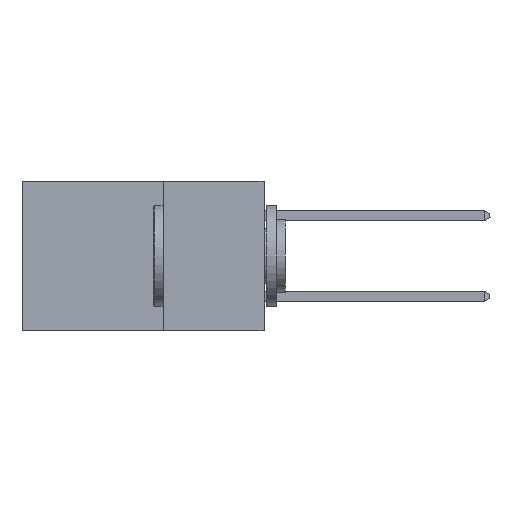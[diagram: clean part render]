
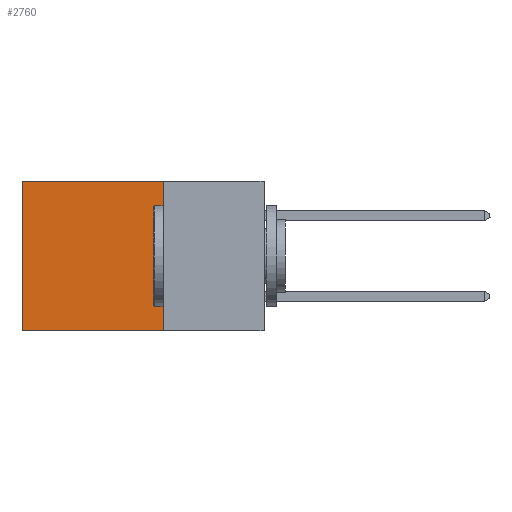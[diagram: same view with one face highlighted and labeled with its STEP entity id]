
A CAD part, left-side view. The second image highlights one B-rep face of the part: STEP entity #2760.
In plain terms, the highlighted planar face has unit normal (-1, 0, 0).
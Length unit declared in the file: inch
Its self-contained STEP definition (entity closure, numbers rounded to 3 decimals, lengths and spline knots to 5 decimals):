
#2760 = ADVANCED_FACE ( 'NONE', ( #3029 ), #7035, .F. ) ;
#2925 = LINE ( 'NONE', #5892, #9209 ) ;
#3029 = FACE_OUTER_BOUND ( 'NONE', #5590, .T. ) ;
#3551 = AXIS2_PLACEMENT_3D ( 'NONE', #13106, #15975, #14548 ) ;
#4603 = VERTEX_POINT ( 'NONE', #5306 ) ;
#4729 = DIRECTION ( 'NONE',  ( 0., 1., 0. ) ) ;
#4990 = ORIENTED_EDGE ( 'NONE', *, *, #17391, .T. ) ;
#5306 = CARTESIAN_POINT ( 'NONE',  ( 0.298, 0.6, 0. ) ) ;
#5590 = EDGE_LOOP ( 'NONE', ( #7975, #6092, #15342, #4990 ) ) ;
#5832 = VECTOR ( 'NONE', #8585, 39.37008 ) ;
#5892 = CARTESIAN_POINT ( 'NONE',  ( 0.298, 0.6, 0. ) ) ;
#6092 = ORIENTED_EDGE ( 'NONE', *, *, #10058, .F. ) ;
#6128 = VERTEX_POINT ( 'NONE', #12523 ) ;
#6272 = CARTESIAN_POINT ( 'NONE',  ( 0.298, 0.25, 0. ) ) ;
#6913 = CARTESIAN_POINT ( 'NONE',  ( 0.298, 0.25, -0.37 ) ) ;
#6964 = LINE ( 'NONE', #15871, #5832 ) ;
#7035 = PLANE ( 'NONE',  #3551 ) ;
#7975 = ORIENTED_EDGE ( 'NONE', *, *, #9477, .T. ) ;
#8103 = DIRECTION ( 'NONE',  ( 0., 0., -1. ) ) ;
#8585 = DIRECTION ( 'NONE',  ( 0., 0., -1. ) ) ;
#9002 = CARTESIAN_POINT ( 'NONE',  ( 0.298, 0.25, -0.37 ) ) ;
#9209 = VECTOR ( 'NONE', #8103, 39.37008 ) ;
#9477 = EDGE_CURVE ( 'NONE', #4603, #6128, #2925, .T. ) ;
#10058 = EDGE_CURVE ( 'NONE', #13079, #6128, #15857, .T. ) ;
#10669 = VECTOR ( 'NONE', #4729, 39.37008 ) ;
#10752 = DIRECTION ( 'NONE',  ( 0., 1., 0. ) ) ;
#11124 = LINE ( 'NONE', #6272, #10669 ) ;
#12523 = CARTESIAN_POINT ( 'NONE',  ( 0.298, 0.6, -0.37 ) ) ;
#13079 = VERTEX_POINT ( 'NONE', #6913 ) ;
#13106 = CARTESIAN_POINT ( 'NONE',  ( 0.298, 0.25, 0. ) ) ;
#13351 = VECTOR ( 'NONE', #10752, 39.37008 ) ;
#14139 = CARTESIAN_POINT ( 'NONE',  ( 0.298, 0.25, 0. ) ) ;
#14548 = DIRECTION ( 'NONE',  ( 0., 0., -1. ) ) ;
#15342 = ORIENTED_EDGE ( 'NONE', *, *, #17525, .F. ) ;
#15857 = LINE ( 'NONE', #9002, #13351 ) ;
#15871 = CARTESIAN_POINT ( 'NONE',  ( 0.298, 0.25, 0. ) ) ;
#15975 = DIRECTION ( 'NONE',  ( 1., 0., 0. ) ) ;
#17391 = EDGE_CURVE ( 'NONE', #18967, #4603, #11124, .T. ) ;
#17525 = EDGE_CURVE ( 'NONE', #18967, #13079, #6964, .T. ) ;
#18967 = VERTEX_POINT ( 'NONE', #14139 ) ;
